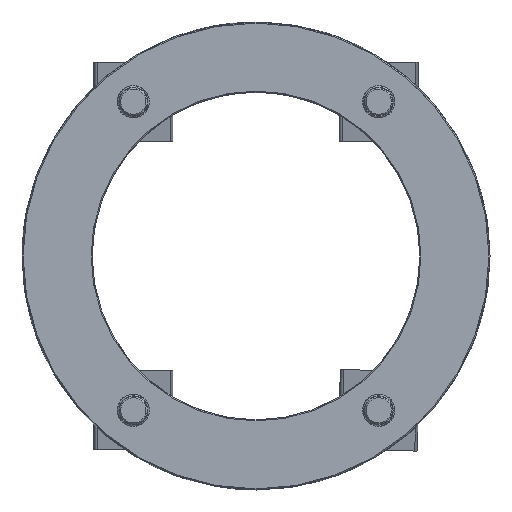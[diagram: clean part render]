
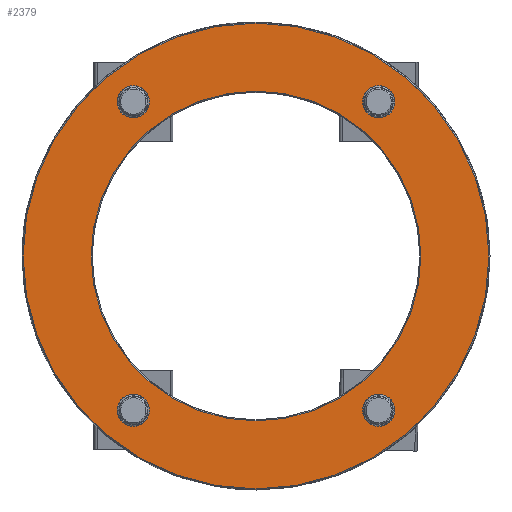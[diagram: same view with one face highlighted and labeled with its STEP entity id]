
A CAD part, front view. The second image highlights one B-rep face of the part: STEP entity #2379.
In plain terms, the highlighted planar face has unit normal (0, -1, 0).
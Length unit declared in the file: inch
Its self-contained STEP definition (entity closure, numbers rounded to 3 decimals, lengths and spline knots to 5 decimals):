
#173 = DIRECTION ( 'NONE',  ( 0., 0., 1. ) ) ;
#191 = ORIENTED_EDGE ( 'NONE', *, *, #1072, .T. ) ;
#207 = VERTEX_POINT ( 'NONE', #4993 ) ;
#256 = CIRCLE ( 'NONE', #625, 2.54724 ) ;
#289 = CIRCLE ( 'NONE', #5606, 0.17717 ) ;
#335 = FACE_BOUND ( 'NONE', #5025, .T. ) ;
#355 = CARTESIAN_POINT ( 'NONE',  ( 0., 0., 0. ) ) ;
#625 = AXIS2_PLACEMENT_3D ( 'NONE', #355, #2738, #173 ) ;
#658 = EDGE_CURVE ( 'NONE', #1269, #1269, #2897, .T. ) ;
#682 = EDGE_LOOP ( 'NONE', ( #3260 ) ) ;
#833 = FACE_BOUND ( 'NONE', #4465, .T. ) ;
#859 = VERTEX_POINT ( 'NONE', #1757 ) ;
#1072 = EDGE_CURVE ( 'NONE', #2230, #2230, #3941, .T. ) ;
#1108 = EDGE_LOOP ( 'NONE', ( #5282 ) ) ;
#1193 = DIRECTION ( 'NONE',  ( 0., 0., -1. ) ) ;
#1211 = DIRECTION ( 'NONE',  ( 0., 0., -1. ) ) ;
#1269 = VERTEX_POINT ( 'NONE', #5144 ) ;
#1303 = CARTESIAN_POINT ( 'NONE',  ( 1.79134, 0., 0. ) ) ;
#1512 = EDGE_LOOP ( 'NONE', ( #2329 ) ) ;
#1566 = CIRCLE ( 'NONE', #2673, 1.80315 ) ;
#1709 = CARTESIAN_POINT ( 'NONE',  ( -1.34184, 0., -1.68692 ) ) ;
#1738 = DIRECTION ( 'NONE',  ( 0., 0., -1. ) ) ;
#1757 = CARTESIAN_POINT ( 'NONE',  ( 1.34184, 0., -1.86409 ) ) ;
#2120 = FACE_OUTER_BOUND ( 'NONE', #4193, .T. ) ;
#2230 = VERTEX_POINT ( 'NONE', #4526 ) ;
#2329 = ORIENTED_EDGE ( 'NONE', *, *, #658, .T. ) ;
#2344 = EDGE_CURVE ( 'NONE', #859, #859, #289, .T. ) ;
#2379 = ADVANCED_FACE ( 'NONE', ( #3043, #5182, #335, #4738, #833, #2120 ), #5294, .T. ) ;
#2412 = DIRECTION ( 'NONE',  ( 0., 0., -1. ) ) ;
#2673 = AXIS2_PLACEMENT_3D ( 'NONE', #4213, #3808, #1211 ) ;
#2738 = DIRECTION ( 'NONE',  ( 0., 1., 0. ) ) ;
#2897 = CIRCLE ( 'NONE', #5147, 0.17717 ) ;
#2915 = AXIS2_PLACEMENT_3D ( 'NONE', #5440, #5114, #3213 ) ;
#3043 = FACE_BOUND ( 'NONE', #682, .T. ) ;
#3152 = VERTEX_POINT ( 'NONE', #4872 ) ;
#3213 = DIRECTION ( 'NONE',  ( 0., 0., -1. ) ) ;
#3260 = ORIENTED_EDGE ( 'NONE', *, *, #5473, .T. ) ;
#3432 = DIRECTION ( 'NONE',  ( 0., 1., 0. ) ) ;
#3460 = DIRECTION ( 'NONE',  ( 0., -1., 0. ) ) ;
#3808 = DIRECTION ( 'NONE',  ( 0., 1., 0. ) ) ;
#3864 = CIRCLE ( 'NONE', #5160, 0.17717 ) ;
#3941 = CIRCLE ( 'NONE', #2915, 0.17717 ) ;
#4193 = EDGE_LOOP ( 'NONE', ( #4665 ) ) ;
#4213 = CARTESIAN_POINT ( 'NONE',  ( 0., 0., 0. ) ) ;
#4234 = EDGE_CURVE ( 'NONE', #3152, #3152, #1566, .T. ) ;
#4331 = CARTESIAN_POINT ( 'NONE',  ( 1.34184, 0., -1.68692 ) ) ;
#4360 = EDGE_CURVE ( 'NONE', #4443, #4443, #256, .T. ) ;
#4443 = VERTEX_POINT ( 'NONE', #4898 ) ;
#4465 = EDGE_LOOP ( 'NONE', ( #5594 ) ) ;
#4526 = CARTESIAN_POINT ( 'NONE',  ( 1.34184, 0., 1.50976 ) ) ;
#4661 = AXIS2_PLACEMENT_3D ( 'NONE', #1303, #3460, #4819 ) ;
#4665 = ORIENTED_EDGE ( 'NONE', *, *, #4360, .F. ) ;
#4738 = FACE_BOUND ( 'NONE', #1512, .T. ) ;
#4819 = DIRECTION ( 'NONE',  ( 0., 0., -1. ) ) ;
#4872 = CARTESIAN_POINT ( 'NONE',  ( 0., 0., -1.80315 ) ) ;
#4898 = CARTESIAN_POINT ( 'NONE',  ( 0., 0., 2.54724 ) ) ;
#4993 = CARTESIAN_POINT ( 'NONE',  ( -1.34184, 0., -1.86409 ) ) ;
#5025 = EDGE_LOOP ( 'NONE', ( #191 ) ) ;
#5061 = CARTESIAN_POINT ( 'NONE',  ( -1.34184, 0., 1.68692 ) ) ;
#5114 = DIRECTION ( 'NONE',  ( 0., 1., 0. ) ) ;
#5144 = CARTESIAN_POINT ( 'NONE',  ( -1.34184, 0., 1.50976 ) ) ;
#5147 = AXIS2_PLACEMENT_3D ( 'NONE', #5061, #5567, #2412 ) ;
#5160 = AXIS2_PLACEMENT_3D ( 'NONE', #1709, #3432, #1193 ) ;
#5182 = FACE_BOUND ( 'NONE', #1108, .T. ) ;
#5282 = ORIENTED_EDGE ( 'NONE', *, *, #2344, .T. ) ;
#5294 = PLANE ( 'NONE',  #4661 ) ;
#5440 = CARTESIAN_POINT ( 'NONE',  ( 1.34184, 0., 1.68692 ) ) ;
#5473 = EDGE_CURVE ( 'NONE', #207, #207, #3864, .T. ) ;
#5567 = DIRECTION ( 'NONE',  ( 0., 1., 0. ) ) ;
#5594 = ORIENTED_EDGE ( 'NONE', *, *, #4234, .T. ) ;
#5606 = AXIS2_PLACEMENT_3D ( 'NONE', #4331, #5709, #1738 ) ;
#5709 = DIRECTION ( 'NONE',  ( 0., 1., 0. ) ) ;
